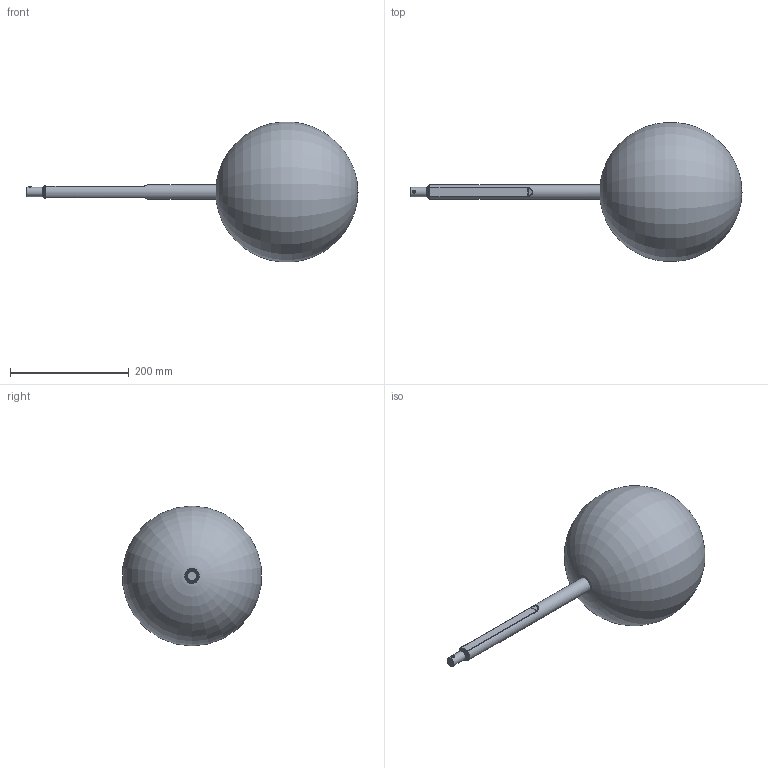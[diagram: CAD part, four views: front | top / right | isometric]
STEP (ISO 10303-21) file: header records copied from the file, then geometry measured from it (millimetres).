
FILE_DESCRIPTION(/* description */ ('Unknown'),/* implementation_level */ '2;1');
FILE_NAME(/* name */ '715060300',/* time_stamp */ '2021-03-03T10:39:43+01:00',/* author */ ('Unknown'),/* organization */ ('Unknown'),/* preprocessor_version */ 'ST-DEVELOPER v16.7',/* originating_system */ 'DEX',/* authorisation */ $);
FILE_SCHEMA (('AUTOMOTIVE_DESIGN {1 0 10303 214 3 1 1}'));
Length unit declared in the file: millimetre
Products named in the file (1): 0024003
Bounding box: 558.49 x 233.63 x 235.35 mm (x, y, z)
Volume: 6682409.4 mm3; surface area: 232794.9 mm2
Topology: 2 solids, 2 shells, 56 faces, 120 edges, 71 vertices
Faces by surface type: plane 18, cylinder 18, torus 12, cone 4, bspline 4
Full cylindrical faces by diameter (mm): 5 x1, 16 x2, 19 x1, 22.6 x1, 24 x1, 25 x1, 32 x1, 33 x1, 36 x1, 44.3 x1
Entity records: 1770 total; most frequent: CARTESIAN_POINT 336, DIRECTION 232, ORIENTED_EDGE 172, AXIS2_PLACEMENT_3D 105, FACE_BOUND 88, EDGE_LOOP 87, EDGE_CURVE 86, VERTEX_POINT 66
